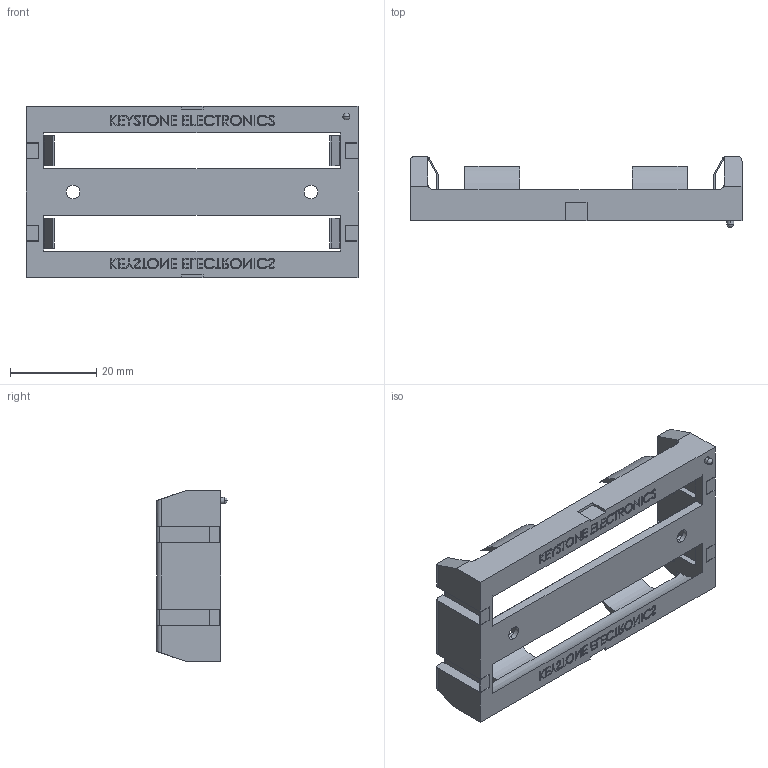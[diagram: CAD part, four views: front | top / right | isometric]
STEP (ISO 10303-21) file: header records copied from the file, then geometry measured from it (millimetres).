
FILE_DESCRIPTION (( 'STEP AP214' ), '1' );
FILE_NAME ('HOLDER, DUAL, KEYSTONE, NEW.STEP', '2023-11-12T04:47:53', ( '' ), ( '' ), 'SwSTEP 2.0', 'SolidWorks 2023', '' );
FILE_SCHEMA (( 'AUTOMOTIVE_DESIGN' ));
Length unit declared in the file: millimetre
Products named in the file (1): HOLDER, DUAL, KEYSTONE, NEW
Bounding box: 77.06 x 16.43 x 39.78 mm (x, y, z)
Volume: 10481.6 mm3; surface area: 10603.5 mm2
Topology: 9 solids, 9 shells, 666 faces, 1800 edges, 1193 vertices
Faces by surface type: plane 474, bspline 138, cylinder 52, sphere 2
Entity records: 28620 total; most frequent: CARTESIAN_POINT 12655, ORIENTED_EDGE 3594, DIRECTION 2664, EDGE_CURVE 1797, LINE 1408, VECTOR 1408, VERTEX_POINT 1192, EDGE_LOOP 717
